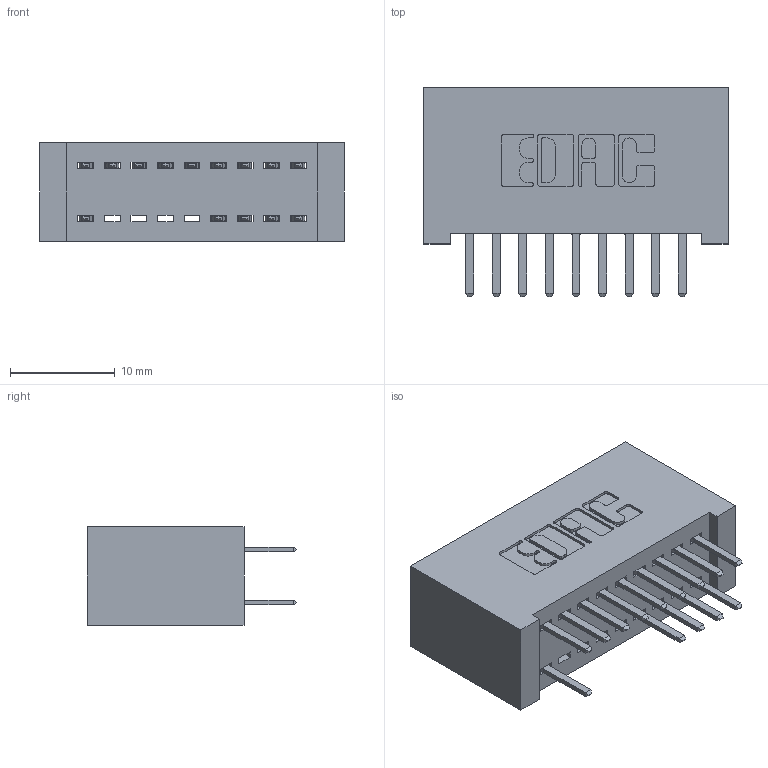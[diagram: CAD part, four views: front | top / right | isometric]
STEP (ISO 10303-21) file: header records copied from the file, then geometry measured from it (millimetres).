
FILE_DESCRIPTION (( 'STEP AP203' ), '1' );
FILE_NAME ('392-018-520-201.STEP', '2018-08-15T03:33:51', ( '' ), ( '' ), 'SwSTEP 2.0', 'SolidWorks 2016', '' );
FILE_SCHEMA (( 'CONFIG_CONTROL_DESIGN' ));
Length unit declared in the file: inch
Products named in the file (3): 345-292-001_345-293-120; 392-018-520-201; 342 Part_Lugless
Assembly tree (15 placements, depth 2):
  392-018-520-201
    342 Part_Lugless
    345-292-001_345-293-120  x14
Bounding box: 29.11 x 20.02 x 9.4 mm (x, y, z)
Volume: 2856.5 mm3; surface area: 4069.4 mm2
Topology: 15 solids, 15 shells, 910 faces, 2641 edges, 1722 vertices
Faces by surface type: plane 618, cylinder 292
Entity records: 9635 total; most frequent: CARTESIAN_POINT 1662, ORIENTED_EDGE 1590, DIRECTION 1455, EDGE_CURVE 795, LINE 671, VECTOR 671, VERTEX_POINT 526, AXIS2_PLACEMENT_3D 392
